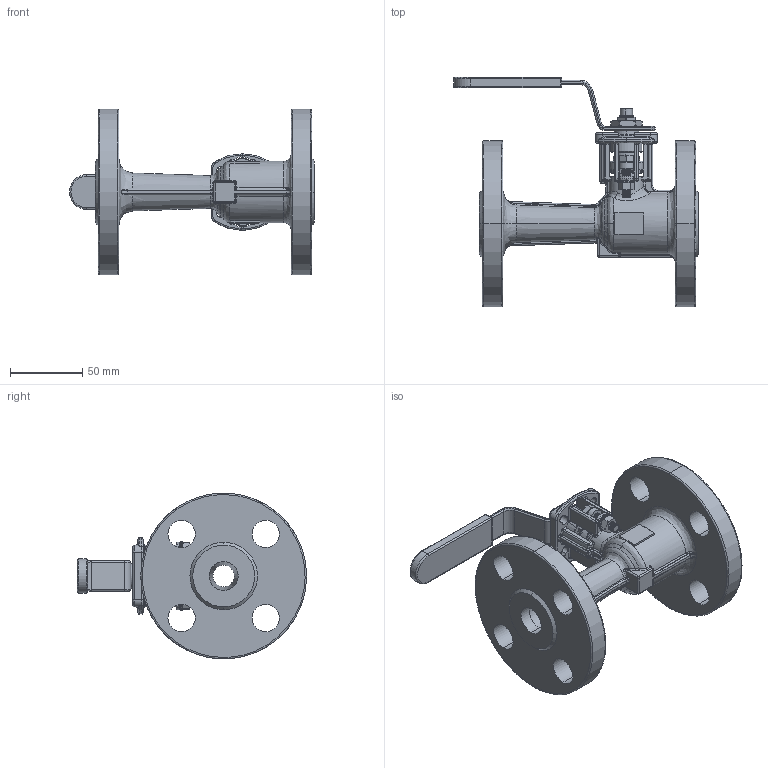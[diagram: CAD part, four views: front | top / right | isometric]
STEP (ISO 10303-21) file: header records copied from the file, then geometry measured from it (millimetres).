
FILE_DESCRIPTION (( 'STEP AP203' ), '1' );
FILE_NAME ('F9R-F3-0075_0.step', '2020-11-02T19:48:56', ( '' ), ( '' ), 'SwSTEP 2.0', 'SolidWorks 2019', '' );
FILE_SCHEMA (( 'CONFIG_CONTROL_DESIGN' ));
Length unit declared in the file: inch
Products named in the file (18): F9R-F3-0075 GLAND NUT; F9R-F3-0075 GLAND BOLT; F9R-F3-0075 STOP PLATE; F9R-F3-0075 GLAND; F9R-F3-0075 STEM EXT; F9R-F3-0075 GLAND FLANGE; F9R-F3-0075 BELLEVILLE WASHERS; F9R-F3-0075_0; F9R-F3-0075 HANDLE; F9R-F3-0075 STEM; F9R-F3-0075 PACKING; F9R-F3-0075 STEM EXT SCREW; F9R-F3-0075 STEM EXT WASHER; F9R-F3-0075 HANDLE COVER; F9R-F3-0075 RETAINER; F9R-F3-0075 HANDLE NUT; F9R-F3-0075 GALND WASHER; F9R-F3-0075 BODY
Assembly tree (22 placements, depth 2):
  F9R-F3-0075_0
    F9R-F3-0075 STEM
    F9R-F3-0075 PACKING
    F9R-F3-0075 GLAND  x3
    F9R-F3-0075 GLAND NUT  x2
    F9R-F3-0075 BELLEVILLE WASHERS
    F9R-F3-0075 GLAND FLANGE
    F9R-F3-0075 STOP PLATE
    F9R-F3-0075 GLAND BOLT  x2
    F9R-F3-0075 HANDLE
    F9R-F3-0075 HANDLE NUT
    F9R-F3-0075 HANDLE COVER
    F9R-F3-0075 RETAINER
    F9R-F3-0075 BODY
    F9R-F3-0075 STEM EXT
    F9R-F3-0075 STEM EXT SCREW
    F9R-F3-0075 STEM EXT WASHER
    F9R-F3-0075 GALND WASHER  x2
Bounding box: 170 x 159 x 115 mm (x, y, z)
Volume: 56122.1 mm3; surface area: 124884.5 mm2
Topology: 24 solids, 25 shells, 1426 faces, 3617 edges, 2219 vertices
Faces by surface type: cylinder 530, bspline 517, plane 330, cone 49
Entity records: 101742 total; most frequent: CARTESIAN_POINT 71961, ORIENTED_EDGE 6551, DIRECTION 4837, EDGE_CURVE 3280, VERTEX_POINT 2020, AXIS2_PLACEMENT_3D 1793, EDGE_LOOP 1405, FACE_OUTER_BOUND 1315
